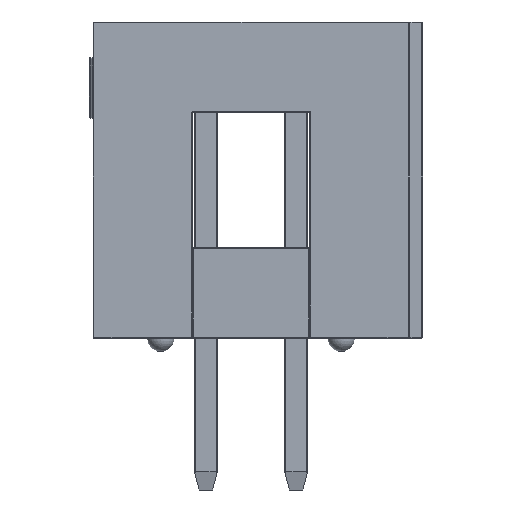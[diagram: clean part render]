
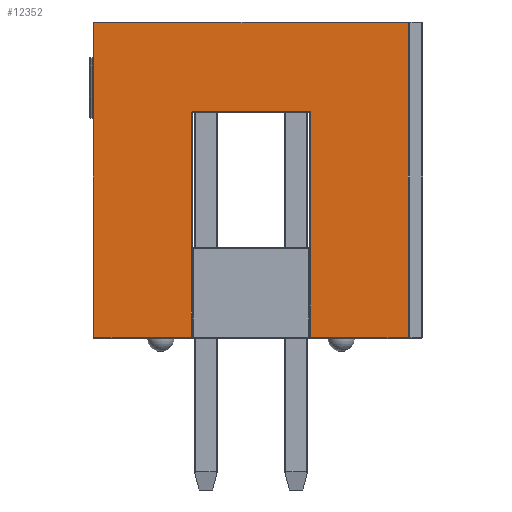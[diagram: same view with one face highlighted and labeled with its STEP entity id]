
A CAD part, left-side view. The second image highlights one B-rep face of the part: STEP entity #12352.
In plain terms, the highlighted planar face has unit normal (-1, 0, 0).
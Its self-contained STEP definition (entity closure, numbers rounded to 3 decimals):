
#890=CIRCLE('',#13189,0.051);
#1032=PLANE('',#13351);
#1632=FACE_OUTER_BOUND('',#2375,.T.);
#2375=EDGE_LOOP('',(#9804,#9805,#9806,#9807,#9808,#9809,#9810,#9811,#9812));
#2987=LINE('',#17977,#4324);
#3004=LINE('',#18203,#4341);
#3008=LINE('',#18227,#4345);
#3039=LINE('',#18379,#4376);
#3041=LINE('',#18382,#4378);
#3046=LINE('',#18390,#4383);
#3049=LINE('',#18394,#4386);
#3101=LINE('',#18472,#4438);
#4324=VECTOR('',#14440,10.);
#4341=VECTOR('',#14589,10.);
#4345=VECTOR('',#14617,10.);
#4376=VECTOR('',#14798,10.);
#4378=VECTOR('',#14802,10.);
#4383=VECTOR('',#14813,10.);
#4386=VECTOR('',#14818,10.);
#4438=VECTOR('',#14922,10.);
#5745=VERTEX_POINT('',#17617);
#5782=VERTEX_POINT('',#17834);
#5801=VERTEX_POINT('',#17976);
#5846=VERTEX_POINT('',#18196);
#5855=VERTEX_POINT('',#18221);
#5856=VERTEX_POINT('',#18223);
#5881=VERTEX_POINT('',#18295);
#5882=VERTEX_POINT('',#18299);
#5895=VERTEX_POINT('',#18343);
#6994=EDGE_CURVE('',#5745,#5801,#2987,.T.);
#7059=EDGE_CURVE('',#5846,#5782,#3004,.T.);
#7069=EDGE_CURVE('',#5855,#5856,#890,.T.);
#7071=EDGE_CURVE('',#5801,#5855,#3008,.T.);
#7148=EDGE_CURVE('',#5882,#5895,#3039,.T.);
#7150=EDGE_CURVE('',#5895,#5881,#3041,.T.);
#7155=EDGE_CURVE('',#5856,#5882,#3046,.T.);
#7158=EDGE_CURVE('',#5881,#5846,#3049,.T.);
#7210=EDGE_CURVE('',#5782,#5745,#3101,.T.);
#9804=ORIENTED_EDGE('',*,*,#7148,.F.);
#9805=ORIENTED_EDGE('',*,*,#7155,.F.);
#9806=ORIENTED_EDGE('',*,*,#7069,.F.);
#9807=ORIENTED_EDGE('',*,*,#7071,.F.);
#9808=ORIENTED_EDGE('',*,*,#6994,.F.);
#9809=ORIENTED_EDGE('',*,*,#7210,.F.);
#9810=ORIENTED_EDGE('',*,*,#7059,.F.);
#9811=ORIENTED_EDGE('',*,*,#7158,.F.);
#9812=ORIENTED_EDGE('',*,*,#7150,.F.);
#12352=ADVANCED_FACE('',(#1632),#1032,.T.);
#13189=AXIS2_PLACEMENT_3D('',#18224,#14611,#14612);
#13351=AXIS2_PLACEMENT_3D('',#19142,#15363,#15364);
#14440=DIRECTION('',(0.,0.,1.));
#14589=DIRECTION('',(0.,0.,-1.));
#14611=DIRECTION('center_axis',(-1.,0.,0.));
#14612=DIRECTION('ref_axis',(0.,0.707,0.707));
#14617=DIRECTION('',(0.,1.,0.));
#14798=DIRECTION('',(0.,1.,0.));
#14802=DIRECTION('',(0.,0.,1.));
#14813=DIRECTION('',(0.,0.,-1.));
#14818=DIRECTION('',(0.,-1.,0.));
#14922=DIRECTION('',(0.,1.,0.));
#15363=DIRECTION('center_axis',(-1.,0.,0.));
#15364=DIRECTION('ref_axis',(0.,-1.,0.));
#17617=CARTESIAN_POINT('',(-46.355,-1.676,0.025));
#17834=CARTESIAN_POINT('',(-46.355,-4.42,0.025));
#17976=CARTESIAN_POINT('',(-46.355,-1.676,6.375));
#17977=CARTESIAN_POINT('',(-46.355,-1.676,3.175));
#18196=CARTESIAN_POINT('',(-46.355,-4.42,8.865));
#18203=CARTESIAN_POINT('',(-46.355,-4.42,0.));
#18221=CARTESIAN_POINT('',(-46.355,1.626,6.375));
#18223=CARTESIAN_POINT('',(-46.355,1.676,6.325));
#18224=CARTESIAN_POINT('Origin',(-46.355,1.626,6.325));
#18227=CARTESIAN_POINT('',(-46.355,3.048,6.375));
#18295=CARTESIAN_POINT('',(-46.355,4.42,8.865));
#18299=CARTESIAN_POINT('',(-46.355,1.676,0.025));
#18343=CARTESIAN_POINT('',(-46.355,4.42,0.025));
#18379=CARTESIAN_POINT('',(-46.355,2.223,0.025));
#18382=CARTESIAN_POINT('',(-46.355,4.42,0.));
#18390=CARTESIAN_POINT('',(-46.355,1.676,0.));
#18394=CARTESIAN_POINT('',(-46.355,2.223,8.865));
#18472=CARTESIAN_POINT('',(-46.355,2.223,0.025));
#19142=CARTESIAN_POINT('Origin',(-46.355,4.445,0.));
